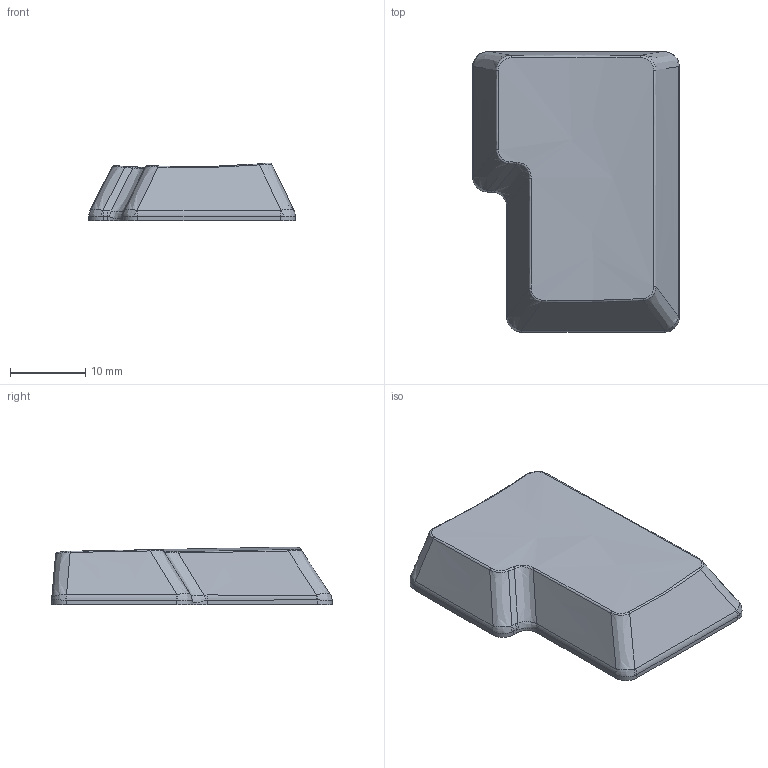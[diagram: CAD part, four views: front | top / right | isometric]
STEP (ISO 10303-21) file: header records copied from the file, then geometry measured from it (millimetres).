
FILE_DESCRIPTION(/* description */ (''),/* implementation_level */ '2;1');
FILE_NAME(/* name */ 'Row_2-3_ISO.step',/* time_stamp */ '2021-02-26T18:26:26-06:00',/* author */ (''),/* organization */ (''),/* preprocessor_version */ 'ST-DEVELOPER v18.1',/* originating_system */ 'Autodesk Translation Framework v9.7.1.1290',/* authorisation */ '');
FILE_SCHEMA (('AUTOMOTIVE_DESIGN { 1 0 10303 214 3 1 1 }'));
Length unit declared in the file: millimetre
Products named in the file (1): Row_2-3_ISO
Bounding box: 27.46 x 37.21 x 7.68 mm (x, y, z)
Volume: 1443.6 mm3; surface area: 3543.9 mm2
Topology: 1 solids, 1 shells, 137 faces, 353 edges, 224 vertices
Faces by surface type: bspline 61, plane 58, cylinder 18
Full cylindrical faces by diameter (mm): 5.5 x3
Entity records: 5943 total; most frequent: CARTESIAN_POINT 3022, ORIENTED_EDGE 706, DIRECTION 410, EDGE_CURVE 353, VERTEX_POINT 224, B_SPLINE_CURVE_WITH_KNOTS 165, AXIS2_PLACEMENT_3D 145, EDGE_LOOP 143
